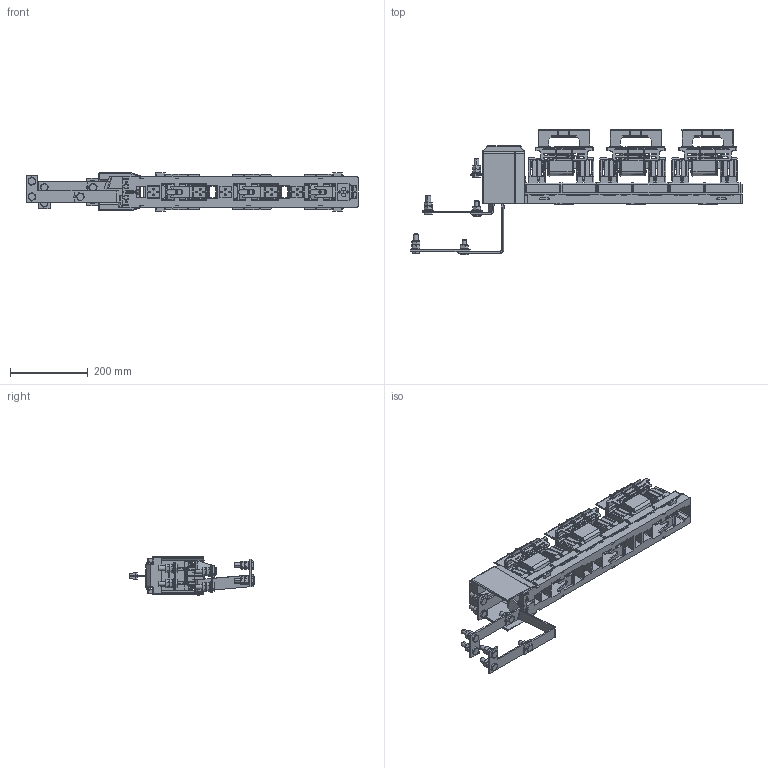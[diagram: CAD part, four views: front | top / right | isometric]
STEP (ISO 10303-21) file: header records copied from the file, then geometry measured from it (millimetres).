
FILE_DESCRIPTION (( 'STEP AP203' ), '1' );
FILE_NAME ('ﾏﾄﾏ-P 2-TM2400A ﾓ.STEP', '2022-10-17T19:38:48', ( '' ), ( '' ), 'SwSTEP 2.0', 'SolidWorks 2018', '' );
FILE_SCHEMA (( 'CONFIG_CONTROL_DESIGN' ));
Products named in the file (1): ﾏﾄﾏ-P 2-TM2400A ﾓ
Bounding box: 855.48 x 323.79 x 99 mm (x, y, z)
Surface area: 874897.6 mm2 (no closed solid volume)
Topology: 0 solids, 113 shells, 3057 faces, 11916 edges, 8558 vertices
Faces by surface type: plane 1910, cylinder 706, cone 301, sphere 85, torus 37, bspline 18
Entity records: 144771 total; most frequent: CARTESIAN_POINT 54192, ORIENTED_EDGE 18911, DIRECTION 15615, EDGE_CURVE 11874, VERTEX_POINT 8558, LINE 6097, VECTOR 6097, AXIS2_PLACEMENT_3D 4759
